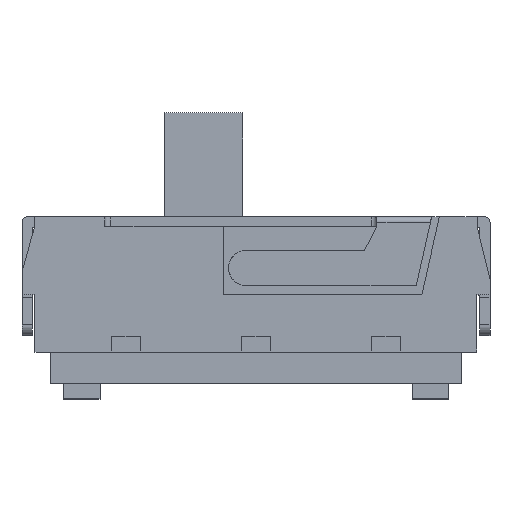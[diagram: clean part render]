
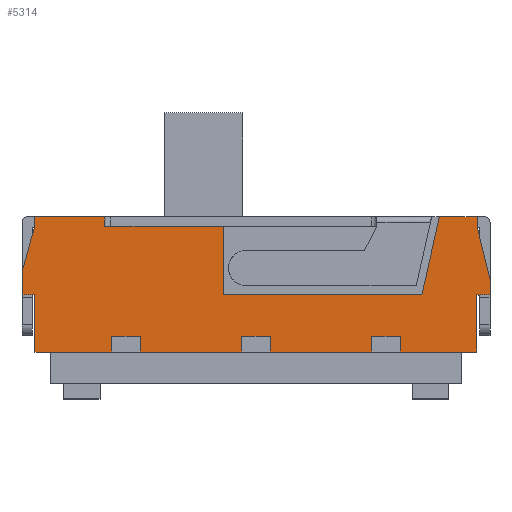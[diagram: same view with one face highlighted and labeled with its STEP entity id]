
A CAD part, top view. The second image highlights one B-rep face of the part: STEP entity #5314.
In plain terms, the highlighted planar face has unit normal (0, 0, 1).
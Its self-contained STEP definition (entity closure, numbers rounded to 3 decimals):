
#1411=DIRECTION('',(0.,-1.,0.));
#1412=VECTOR('',#1411,0.184);
#1413=CARTESIAN_POINT('',(-2.907,3.2,1.8));
#1414=LINE('',#1413,#1412);
#1415=DIRECTION('',(-1.,0.,0.));
#1416=VECTOR('',#1415,2.282);
#1417=CARTESIAN_POINT('',(-0.625,3.016,1.8));
#1418=LINE('',#1417,#1416);
#1419=DIRECTION('',(0.,-1.,0.));
#1420=VECTOR('',#1419,1.305);
#1421=CARTESIAN_POINT('',(-0.625,3.016,1.8));
#1422=LINE('',#1421,#1420);
#1423=DIRECTION('',(1.,0.,0.));
#1424=VECTOR('',#1423,3.816);
#1425=CARTESIAN_POINT('',(-0.625,1.711,1.8));
#1426=LINE('',#1425,#1424);
#1427=DIRECTION('',(0.221,0.975,0.));
#1428=VECTOR('',#1427,1.527);
#1429=CARTESIAN_POINT('',(3.191,1.711,1.8));
#1430=LINE('',#1429,#1428);
#1431=DIRECTION('',(-1.,0.,0.));
#1432=VECTOR('',#1431,0.727);
#1433=CARTESIAN_POINT('',(4.255,3.2,1.8));
#1434=LINE('',#1433,#1432);
#1435=DIRECTION('',(0.,1.,0.));
#1436=VECTOR('',#1435,0.195);
#1437=CARTESIAN_POINT('',(4.255,3.005,1.8));
#1438=LINE('',#1437,#1436);
#1439=DIRECTION('',(-0.237,0.972,0.));
#1440=VECTOR('',#1439,1.034);
#1441=CARTESIAN_POINT('',(4.5,2.,1.8));
#1442=LINE('',#1441,#1440);
#1443=DIRECTION('',(0.,1.,0.));
#1444=VECTOR('',#1443,0.3);
#1445=CARTESIAN_POINT('',(4.5,1.7,1.8));
#1446=LINE('',#1445,#1444);
#1447=DIRECTION('',(1.,0.,0.));
#1448=VECTOR('',#1447,0.25);
#1449=CARTESIAN_POINT('',(4.25,1.7,1.8));
#1450=LINE('',#1449,#1448);
#1451=DIRECTION('',(0.,1.,0.));
#1452=VECTOR('',#1451,1.1);
#1453=CARTESIAN_POINT('',(4.25,0.6,1.8));
#1454=LINE('',#1453,#1452);
#1455=DIRECTION('',(1.,0.,0.));
#1456=VECTOR('',#1455,1.475);
#1457=CARTESIAN_POINT('',(2.775,0.6,1.8));
#1458=LINE('',#1457,#1456);
#1459=DIRECTION('',(0.,1.,0.));
#1460=VECTOR('',#1459,0.3);
#1461=CARTESIAN_POINT('',(2.775,0.6,1.8));
#1462=LINE('',#1461,#1460);
#1463=DIRECTION('',(-1.,0.,0.));
#1464=VECTOR('',#1463,0.55);
#1465=CARTESIAN_POINT('',(2.775,0.9,1.8));
#1466=LINE('',#1465,#1464);
#1467=DIRECTION('',(0.,1.,0.));
#1468=VECTOR('',#1467,0.3);
#1469=CARTESIAN_POINT('',(2.225,0.6,1.8));
#1470=LINE('',#1469,#1468);
#1471=DIRECTION('',(1.,0.,0.));
#1472=VECTOR('',#1471,1.95);
#1473=CARTESIAN_POINT('',(0.275,0.6,1.8));
#1474=LINE('',#1473,#1472);
#1475=DIRECTION('',(0.,1.,0.));
#1476=VECTOR('',#1475,0.3);
#1477=CARTESIAN_POINT('',(0.275,0.6,1.8));
#1478=LINE('',#1477,#1476);
#1479=DIRECTION('',(-1.,0.,0.));
#1480=VECTOR('',#1479,0.55);
#1481=CARTESIAN_POINT('',(0.275,0.9,1.8));
#1482=LINE('',#1481,#1480);
#1483=DIRECTION('',(0.,1.,0.));
#1484=VECTOR('',#1483,0.3);
#1485=CARTESIAN_POINT('',(-0.275,0.6,1.8));
#1486=LINE('',#1485,#1484);
#1487=DIRECTION('',(1.,0.,0.));
#1488=VECTOR('',#1487,1.95);
#1489=CARTESIAN_POINT('',(-2.225,0.6,1.8));
#1490=LINE('',#1489,#1488);
#1491=DIRECTION('',(0.,1.,0.));
#1492=VECTOR('',#1491,0.3);
#1493=CARTESIAN_POINT('',(-2.225,0.6,1.8));
#1494=LINE('',#1493,#1492);
#1495=DIRECTION('',(-1.,0.,0.));
#1496=VECTOR('',#1495,0.55);
#1497=CARTESIAN_POINT('',(-2.225,0.9,1.8));
#1498=LINE('',#1497,#1496);
#1499=DIRECTION('',(0.,1.,0.));
#1500=VECTOR('',#1499,0.3);
#1501=CARTESIAN_POINT('',(-2.775,0.6,1.8));
#1502=LINE('',#1501,#1500);
#1503=DIRECTION('',(1.,0.,0.));
#1504=VECTOR('',#1503,1.475);
#1505=CARTESIAN_POINT('',(-4.25,0.6,1.8));
#1506=LINE('',#1505,#1504);
#1507=DIRECTION('',(0.,-1.,0.));
#1508=VECTOR('',#1507,1.1);
#1509=CARTESIAN_POINT('',(-4.25,1.7,1.8));
#1510=LINE('',#1509,#1508);
#1511=DIRECTION('',(1.,0.,0.));
#1512=VECTOR('',#1511,0.25);
#1513=CARTESIAN_POINT('',(-4.5,1.7,1.8));
#1514=LINE('',#1513,#1512);
#1515=DIRECTION('',(0.,-1.,0.));
#1516=VECTOR('',#1515,0.457);
#1517=CARTESIAN_POINT('',(-4.5,2.157,1.8));
#1518=LINE('',#1517,#1516);
#1519=DIRECTION('',(-0.278,-0.961,0.));
#1520=VECTOR('',#1519,0.883);
#1521=CARTESIAN_POINT('',(-4.255,3.005,1.8));
#1522=LINE('',#1521,#1520);
#1523=DIRECTION('',(0.,-1.,0.));
#1524=VECTOR('',#1523,0.195);
#1525=CARTESIAN_POINT('',(-4.255,3.2,1.8));
#1526=LINE('',#1525,#1524);
#1527=DIRECTION('',(-1.,0.,0.));
#1528=VECTOR('',#1527,1.348);
#1529=CARTESIAN_POINT('',(-2.907,3.2,1.8));
#1530=LINE('',#1529,#1528);
#2521=CARTESIAN_POINT('',(-4.255,3.2,1.8));
#2522=CARTESIAN_POINT('',(-4.255,3.005,1.8));
#2523=VERTEX_POINT('',#2521);
#2524=VERTEX_POINT('',#2522);
#2525=CARTESIAN_POINT('',(-4.5,2.157,1.8));
#2526=VERTEX_POINT('',#2525);
#2527=CARTESIAN_POINT('',(-4.5,1.7,1.8));
#2528=VERTEX_POINT('',#2527);
#2529=CARTESIAN_POINT('',(4.5,1.7,1.8));
#2530=CARTESIAN_POINT('',(4.5,2.,1.8));
#2531=VERTEX_POINT('',#2529);
#2532=VERTEX_POINT('',#2530);
#2533=CARTESIAN_POINT('',(4.255,3.005,1.8));
#2534=VERTEX_POINT('',#2533);
#2535=CARTESIAN_POINT('',(4.255,3.2,1.8));
#2536=VERTEX_POINT('',#2535);
#2545=CARTESIAN_POINT('',(-4.25,1.7,1.8));
#2546=VERTEX_POINT('',#2545);
#2547=CARTESIAN_POINT('',(-4.25,0.6,1.8));
#2548=VERTEX_POINT('',#2547);
#2549=CARTESIAN_POINT('',(4.25,0.6,1.8));
#2550=CARTESIAN_POINT('',(4.25,1.7,1.8));
#2551=VERTEX_POINT('',#2549);
#2552=VERTEX_POINT('',#2550);
#2617=CARTESIAN_POINT('',(0.275,0.6,1.8));
#2618=CARTESIAN_POINT('',(0.275,0.9,1.8));
#2619=VERTEX_POINT('',#2617);
#2620=VERTEX_POINT('',#2618);
#2621=CARTESIAN_POINT('',(-0.275,0.9,1.8));
#2622=VERTEX_POINT('',#2621);
#2623=CARTESIAN_POINT('',(-0.275,0.6,1.8));
#2624=VERTEX_POINT('',#2623);
#2625=CARTESIAN_POINT('',(-2.225,0.6,1.8));
#2626=CARTESIAN_POINT('',(-2.225,0.9,1.8));
#2627=VERTEX_POINT('',#2625);
#2628=VERTEX_POINT('',#2626);
#2629=CARTESIAN_POINT('',(-2.775,0.9,1.8));
#2630=VERTEX_POINT('',#2629);
#2631=CARTESIAN_POINT('',(-2.775,0.6,1.8));
#2632=VERTEX_POINT('',#2631);
#2633=CARTESIAN_POINT('',(2.775,0.6,1.8));
#2634=CARTESIAN_POINT('',(2.775,0.9,1.8));
#2635=VERTEX_POINT('',#2633);
#2636=VERTEX_POINT('',#2634);
#2637=CARTESIAN_POINT('',(2.225,0.9,1.8));
#2638=VERTEX_POINT('',#2637);
#2639=CARTESIAN_POINT('',(2.225,0.6,1.8));
#2640=VERTEX_POINT('',#2639);
#2828=CARTESIAN_POINT('',(-0.625,1.711,1.8));
#2829=CARTESIAN_POINT('',(3.191,1.711,1.8));
#2830=VERTEX_POINT('',#2828);
#2831=VERTEX_POINT('',#2829);
#2832=CARTESIAN_POINT('',(3.528,3.2,1.8));
#2833=VERTEX_POINT('',#2832);
#2841=CARTESIAN_POINT('',(-0.625,3.016,1.8));
#2842=VERTEX_POINT('',#2841);
#2868=CARTESIAN_POINT('',(-2.907,3.016,1.8));
#2870=VERTEX_POINT('',#2868);
#2871=CARTESIAN_POINT('',(-2.907,3.2,1.8));
#2872=VERTEX_POINT('',#2871);
#5259=CARTESIAN_POINT('',(0.,0.,1.8));
#5260=DIRECTION('',(0.,0.,1.));
#5261=DIRECTION('',(1.,0.,0.));
#5262=AXIS2_PLACEMENT_3D('',#5259,#5260,#5261);
#5263=PLANE('',#5262);
#5265=ORIENTED_EDGE('',*,*,#5264,.T.);
#5267=ORIENTED_EDGE('',*,*,#5266,.F.);
#5269=ORIENTED_EDGE('',*,*,#5268,.T.);
#5271=ORIENTED_EDGE('',*,*,#5270,.T.);
#5273=ORIENTED_EDGE('',*,*,#5272,.T.);
#5274=ORIENTED_EDGE('',*,*,#3449,.F.);
#5275=ORIENTED_EDGE('',*,*,#3769,.F.);
#5276=ORIENTED_EDGE('',*,*,#3786,.F.);
#5277=ORIENTED_EDGE('',*,*,#3831,.F.);
#5278=ORIENTED_EDGE('',*,*,#3859,.F.);
#5279=ORIENTED_EDGE('',*,*,#3893,.F.);
#5280=ORIENTED_EDGE('',*,*,#4187,.F.);
#5282=ORIENTED_EDGE('',*,*,#5281,.T.);
#5283=ORIENTED_EDGE('',*,*,#5230,.T.);
#5285=ORIENTED_EDGE('',*,*,#5284,.F.);
#5286=ORIENTED_EDGE('',*,*,#4179,.F.);
#5288=ORIENTED_EDGE('',*,*,#5287,.T.);
#5290=ORIENTED_EDGE('',*,*,#5289,.T.);
#5292=ORIENTED_EDGE('',*,*,#5291,.F.);
#5293=ORIENTED_EDGE('',*,*,#4171,.F.);
#5295=ORIENTED_EDGE('',*,*,#5294,.T.);
#5297=ORIENTED_EDGE('',*,*,#5296,.T.);
#5299=ORIENTED_EDGE('',*,*,#5298,.F.);
#5300=ORIENTED_EDGE('',*,*,#4163,.F.);
#5302=ORIENTED_EDGE('',*,*,#5301,.F.);
#5304=ORIENTED_EDGE('',*,*,#5303,.F.);
#5306=ORIENTED_EDGE('',*,*,#5305,.F.);
#5308=ORIENTED_EDGE('',*,*,#5307,.F.);
#5310=ORIENTED_EDGE('',*,*,#5309,.F.);
#5311=ORIENTED_EDGE('',*,*,#3463,.F.);
#5312=EDGE_LOOP('',(#5265,#5267,#5269,#5271,#5273,#5274,#5275,#5276,#5277,#5278,
#5279,#5280,#5282,#5283,#5285,#5286,#5288,#5290,#5292,#5293,#5295,#5297,#5299,
#5300,#5302,#5304,#5306,#5308,#5310,#5311));
#5313=FACE_OUTER_BOUND('',#5312,.F.);
#3449=EDGE_CURVE('',#2536,#2833,#1434,.T.);
#3463=EDGE_CURVE('',#2872,#2523,#1530,.T.);
#3769=EDGE_CURVE('',#2534,#2536,#1438,.T.);
#3786=EDGE_CURVE('',#2532,#2534,#1442,.T.);
#3831=EDGE_CURVE('',#2531,#2532,#1446,.T.);
#3859=EDGE_CURVE('',#2552,#2531,#1450,.T.);
#3893=EDGE_CURVE('',#2551,#2552,#1454,.T.);
#4163=EDGE_CURVE('',#2548,#2632,#1506,.T.);
#4171=EDGE_CURVE('',#2627,#2624,#1490,.T.);
#4179=EDGE_CURVE('',#2619,#2640,#1474,.T.);
#4187=EDGE_CURVE('',#2635,#2551,#1458,.T.);
#5230=EDGE_CURVE('',#2636,#2638,#1466,.T.);
#5264=EDGE_CURVE('',#2872,#2870,#1414,.T.);
#5266=EDGE_CURVE('',#2842,#2870,#1418,.T.);
#5268=EDGE_CURVE('',#2842,#2830,#1422,.T.);
#5270=EDGE_CURVE('',#2830,#2831,#1426,.T.);
#5272=EDGE_CURVE('',#2831,#2833,#1430,.T.);
#5281=EDGE_CURVE('',#2635,#2636,#1462,.T.);
#5284=EDGE_CURVE('',#2640,#2638,#1470,.T.);
#5287=EDGE_CURVE('',#2619,#2620,#1478,.T.);
#5289=EDGE_CURVE('',#2620,#2622,#1482,.T.);
#5291=EDGE_CURVE('',#2624,#2622,#1486,.T.);
#5294=EDGE_CURVE('',#2627,#2628,#1494,.T.);
#5296=EDGE_CURVE('',#2628,#2630,#1498,.T.);
#5298=EDGE_CURVE('',#2632,#2630,#1502,.T.);
#5301=EDGE_CURVE('',#2546,#2548,#1510,.T.);
#5303=EDGE_CURVE('',#2528,#2546,#1514,.T.);
#5305=EDGE_CURVE('',#2526,#2528,#1518,.T.);
#5307=EDGE_CURVE('',#2524,#2526,#1522,.T.);
#5309=EDGE_CURVE('',#2523,#2524,#1526,.T.);
#5314=ADVANCED_FACE('',(#5313),#5263,.T.);
